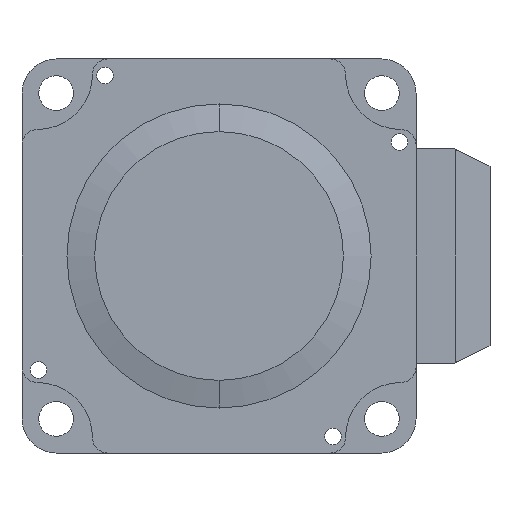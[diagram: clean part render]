
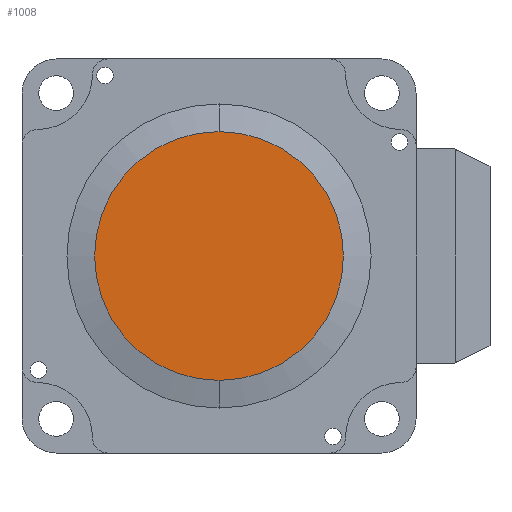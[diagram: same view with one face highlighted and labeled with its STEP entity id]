
A CAD part, front view. The second image highlights one B-rep face of the part: STEP entity #1008.
In plain terms, the highlighted planar face has unit normal (0, -1, 0).
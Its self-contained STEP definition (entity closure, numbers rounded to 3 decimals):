
#12 = ORIENTED_EDGE ( 'NONE', *, *, #1946, .F. ) ;
#58 = DIRECTION ( 'NONE',  ( 0., 0., 1. ) ) ;
#126 = DIRECTION ( 'NONE',  ( 0., 1., 0. ) ) ;
#147 = AXIS2_PLACEMENT_3D ( 'NONE', #1066, #2565, #1290 ) ;
#148 = ORIENTED_EDGE ( 'NONE', *, *, #2099, .F. ) ;
#584 = VERTEX_POINT ( 'NONE', #1126 ) ;
#695 = DIRECTION ( 'NONE',  ( 0., 1., 0. ) ) ;
#822 = PLANE ( 'NONE',  #147 ) ;
#949 = CARTESIAN_POINT ( 'NONE',  ( 28.5, -98., -10.5 ) ) ;
#1008 = ADVANCED_FACE ( 'NONE', ( #2677 ), #822, .F. ) ;
#1066 = CARTESIAN_POINT ( 'NONE',  ( 28.5, -98., -28.5 ) ) ;
#1126 = CARTESIAN_POINT ( 'NONE',  ( 28.5, -98., -46.5 ) ) ;
#1290 = DIRECTION ( 'NONE',  ( 0., 0., 1. ) ) ;
#1613 = CIRCLE ( 'NONE', #1920, 18. ) ;
#1735 = VERTEX_POINT ( 'NONE', #949 ) ;
#1920 = AXIS2_PLACEMENT_3D ( 'NONE', #2687, #126, #2719 ) ;
#1946 = EDGE_CURVE ( 'NONE', #1735, #584, #2434, .T. ) ;
#2099 = EDGE_CURVE ( 'NONE', #584, #1735, #1613, .T. ) ;
#2194 = CARTESIAN_POINT ( 'NONE',  ( 28.5, -98., -28.5 ) ) ;
#2314 = EDGE_LOOP ( 'NONE', ( #12, #148 ) ) ;
#2434 = CIRCLE ( 'NONE', #2553, 18. ) ;
#2553 = AXIS2_PLACEMENT_3D ( 'NONE', #2194, #695, #58 ) ;
#2565 = DIRECTION ( 'NONE',  ( 0., 1., 0. ) ) ;
#2677 = FACE_OUTER_BOUND ( 'NONE', #2314, .T. ) ;
#2687 = CARTESIAN_POINT ( 'NONE',  ( 28.5, -98., -28.5 ) ) ;
#2719 = DIRECTION ( 'NONE',  ( 0., 0., 1. ) ) ;
